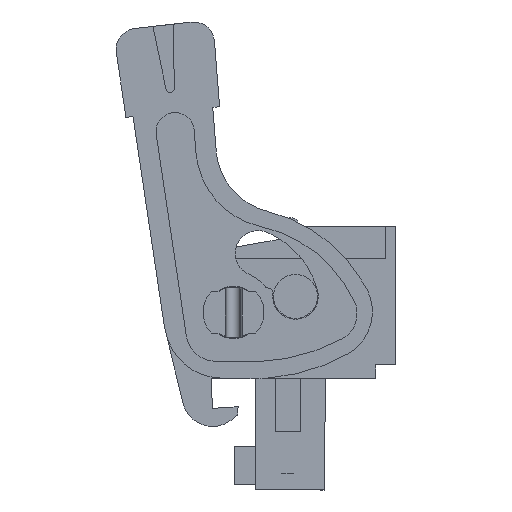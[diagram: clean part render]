
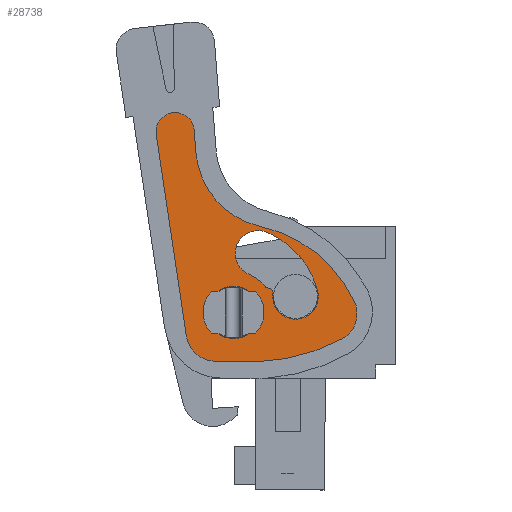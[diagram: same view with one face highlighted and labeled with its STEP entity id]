
A CAD part, left-side view. The second image highlights one B-rep face of the part: STEP entity #28738.
In plain terms, the highlighted planar face has unit normal (-1, 0, 0).
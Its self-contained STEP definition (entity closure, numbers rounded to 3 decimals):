
#28441=AXIS2_PLACEMENT_3D('Plane Axis2P3D',#28438,#28439,#28440) ;
#28570=AXIS2_PLACEMENT_3D('Circle Axis2P3D',#28568,#28569,$) ;
#28594=AXIS2_PLACEMENT_3D('Circle Axis2P3D',#28592,#28593,$) ;
#28620=AXIS2_PLACEMENT_3D('Circle Axis2P3D',#28618,#28619,$) ;
#28627=AXIS2_PLACEMENT_3D('Circle Axis2P3D',#28625,#28626,$) ;
#28634=AXIS2_PLACEMENT_3D('Circle Axis2P3D',#28632,#28633,$) ;
#28641=AXIS2_PLACEMENT_3D('Circle Axis2P3D',#28639,#28640,$) ;
#28664=AXIS2_PLACEMENT_3D('Circle Axis2P3D',#28662,#28663,$) ;
#28673=AXIS2_PLACEMENT_3D('Circle Axis2P3D',#28671,#28672,$) ;
#28680=AXIS2_PLACEMENT_3D('Circle Axis2P3D',#28678,#28679,$) ;
#28687=AXIS2_PLACEMENT_3D('Circle Axis2P3D',#28685,#28686,$) ;
#28694=AXIS2_PLACEMENT_3D('Circle Axis2P3D',#28692,#28693,$) ;
#28701=AXIS2_PLACEMENT_3D('Circle Axis2P3D',#28699,#28700,$) ;
#28708=AXIS2_PLACEMENT_3D('Circle Axis2P3D',#28706,#28707,$) ;
#28722=AXIS2_PLACEMENT_3D('Circle Axis2P3D',#28720,#28721,$) ;
#28731=AXIS2_PLACEMENT_3D('Circle Axis2P3D',#28729,#28730,$) ;
#28438=CARTESIAN_POINT('Axis2P3D Location',(1.1,1.4,0.)) ;
#28537=CARTESIAN_POINT('Line Origine',(1.1,13.287,15.072)) ;
#28541=CARTESIAN_POINT('Vertex',(1.1,12.398,9.121)) ;
#28543=CARTESIAN_POINT('Vertex',(1.1,14.176,21.023)) ;
#28568=CARTESIAN_POINT('Axis2P3D Location',(1.1,10.645,9.383)) ;
#28572=CARTESIAN_POINT('Vertex',(1.1,10.665,7.61)) ;
#28592=CARTESIAN_POINT('Axis2P3D Location',(1.1,13.058,21.19)) ;
#28596=CARTESIAN_POINT('Vertex',(1.1,11.931,21.279)) ;
#28611=CARTESIAN_POINT('Line Origine',(1.1,9.423,7.596)) ;
#28615=CARTESIAN_POINT('Vertex',(1.1,8.181,7.582)) ;
#28618=CARTESIAN_POINT('Axis2P3D Location',(1.1,8.615,19.073)) ;
#28622=CARTESIAN_POINT('Vertex',(1.1,3.202,8.927)) ;
#28625=CARTESIAN_POINT('Axis2P3D Location',(1.1,4.004,10.431)) ;
#28629=CARTESIAN_POINT('Vertex',(1.1,2.462,11.157)) ;
#28632=CARTESIAN_POINT('Axis2P3D Location',(1.1,9.73,7.737)) ;
#28636=CARTESIAN_POINT('Vertex',(1.1,8.015,15.585)) ;
#28639=CARTESIAN_POINT('Axis2P3D Location',(1.1,6.976,20.339)) ;
#28643=CARTESIAN_POINT('Vertex',(1.1,11.827,19.957)) ;
#28646=CARTESIAN_POINT('Line Origine',(1.1,11.879,20.618)) ;
#28662=CARTESIAN_POINT('Axis2P3D Location',(1.1,7.517,12.189)) ;
#28666=CARTESIAN_POINT('Vertex',(1.1,7.517,11.939)) ;
#28668=CARTESIAN_POINT('Vertex',(1.1,7.711,12.031)) ;
#28671=CARTESIAN_POINT('Axis2P3D Location',(1.1,9.6,10.5)) ;
#28675=CARTESIAN_POINT('Vertex',(1.1,8.672,12.747)) ;
#28678=CARTESIAN_POINT('Axis2P3D Location',(1.1,8.156,13.995)) ;
#28682=CARTESIAN_POINT('Vertex',(1.1,7.641,15.242)) ;
#28685=CARTESIAN_POINT('Axis2P3D Location',(1.1,9.6,10.5)) ;
#28689=CARTESIAN_POINT('Vertex',(1.1,4.633,11.789)) ;
#28692=CARTESIAN_POINT('Axis2P3D Location',(1.1,5.94,11.45)) ;
#28696=CARTESIAN_POINT('Vertex',(1.1,7.286,11.555)) ;
#28699=CARTESIAN_POINT('Axis2P3D Location',(1.1,6.887,11.524)) ;
#28703=CARTESIAN_POINT('Vertex',(1.1,7.274,11.625)) ;
#28706=CARTESIAN_POINT('Axis2P3D Location',(1.1,7.516,11.689)) ;
#28720=CARTESIAN_POINT('Axis2P3D Location',(1.1,9.6,10.5)) ;
#28724=CARTESIAN_POINT('Vertex',(1.1,9.6,8.95)) ;
#28726=CARTESIAN_POINT('Vertex',(1.1,9.6,12.05)) ;
#28729=CARTESIAN_POINT('Axis2P3D Location',(1.1,9.6,10.5)) ;
#28439=DIRECTION('Axis2P3D Direction',(1.,0.,0.)) ;
#28440=DIRECTION('Axis2P3D XDirection',(0.,1.,0.)) ;
#28538=DIRECTION('Vector Direction',(0.,0.148,0.989)) ;
#28569=DIRECTION('Axis2P3D Direction',(1.,0.,0.)) ;
#28593=DIRECTION('Axis2P3D Direction',(1.,0.,0.)) ;
#28612=DIRECTION('Vector Direction',(0.,1.,0.011)) ;
#28619=DIRECTION('Axis2P3D Direction',(1.,0.,0.)) ;
#28626=DIRECTION('Axis2P3D Direction',(1.,0.,0.)) ;
#28633=DIRECTION('Axis2P3D Direction',(1.,0.,0.)) ;
#28640=DIRECTION('Axis2P3D Direction',(1.,0.,0.)) ;
#28647=DIRECTION('Vector Direction',(0.,-0.078,-0.997)) ;
#28663=DIRECTION('Axis2P3D Direction',(1.,0.,0.)) ;
#28672=DIRECTION('Axis2P3D Direction',(1.,0.,0.)) ;
#28679=DIRECTION('Axis2P3D Direction',(1.,0.,0.)) ;
#28686=DIRECTION('Axis2P3D Direction',(1.,0.,0.)) ;
#28693=DIRECTION('Axis2P3D Direction',(1.,0.,0.)) ;
#28700=DIRECTION('Axis2P3D Direction',(1.,0.,0.)) ;
#28707=DIRECTION('Axis2P3D Direction',(1.,0.,0.)) ;
#28721=DIRECTION('Axis2P3D Direction',(1.,0.,0.)) ;
#28730=DIRECTION('Axis2P3D Direction',(1.,0.,0.)) ;
#28539=VECTOR('Line Direction',#28538,1.) ;
#28613=VECTOR('Line Direction',#28612,1.) ;
#28648=VECTOR('Line Direction',#28647,1.) ;
#28652=ORIENTED_EDGE('',*,*,#28574,.F.) ;
#28653=ORIENTED_EDGE('',*,*,#28617,.F.) ;
#28654=ORIENTED_EDGE('',*,*,#28624,.F.) ;
#28655=ORIENTED_EDGE('',*,*,#28631,.F.) ;
#28656=ORIENTED_EDGE('',*,*,#28638,.F.) ;
#28657=ORIENTED_EDGE('',*,*,#28645,.F.) ;
#28658=ORIENTED_EDGE('',*,*,#28650,.F.) ;
#28659=ORIENTED_EDGE('',*,*,#28598,.F.) ;
#28660=ORIENTED_EDGE('',*,*,#28545,.F.) ;
#28712=ORIENTED_EDGE('',*,*,#28670,.T.) ;
#28713=ORIENTED_EDGE('',*,*,#28677,.F.) ;
#28714=ORIENTED_EDGE('',*,*,#28684,.T.) ;
#28715=ORIENTED_EDGE('',*,*,#28691,.T.) ;
#28716=ORIENTED_EDGE('',*,*,#28698,.T.) ;
#28717=ORIENTED_EDGE('',*,*,#28705,.T.) ;
#28718=ORIENTED_EDGE('',*,*,#28710,.F.) ;
#28735=ORIENTED_EDGE('',*,*,#28728,.T.) ;
#28736=ORIENTED_EDGE('',*,*,#28733,.T.) ;
#28719=FACE_BOUND('',#28711,.T.) ;
#28737=FACE_BOUND('',#28734,.T.) ;
#28738=ADVANCED_FACE('lock',(#28661,#28719,#28737),#28442,.F.) ;
#28571=CIRCLE('generated circle',#28570,1.773) ;
#28595=CIRCLE('generated circle',#28594,1.131) ;
#28621=CIRCLE('generated circle',#28620,11.5) ;
#28628=CIRCLE('generated circle',#28627,1.705) ;
#28635=CIRCLE('generated circle',#28634,8.033) ;
#28642=CIRCLE('generated circle',#28641,4.866) ;
#28665=CIRCLE('generated circle',#28664,0.25) ;
#28674=CIRCLE('generated circle',#28673,2.431) ;
#28681=CIRCLE('generated circle',#28680,1.35) ;
#28688=CIRCLE('generated circle',#28687,5.131) ;
#28695=CIRCLE('generated circle',#28694,1.35) ;
#28702=CIRCLE('generated circle',#28701,0.4) ;
#28709=CIRCLE('generated circle',#28708,0.25) ;
#28723=CIRCLE('generated circle',#28722,1.55) ;
#28732=CIRCLE('generated circle',#28731,1.55) ;
#28545=EDGE_CURVE('',#28542,#28544,#28540,.T.) ;
#28574=EDGE_CURVE('',#28573,#28542,#28571,.T.) ;
#28598=EDGE_CURVE('',#28544,#28597,#28595,.T.) ;
#28617=EDGE_CURVE('',#28616,#28573,#28614,.T.) ;
#28624=EDGE_CURVE('',#28623,#28616,#28621,.T.) ;
#28631=EDGE_CURVE('',#28630,#28623,#28628,.T.) ;
#28638=EDGE_CURVE('',#28637,#28630,#28635,.T.) ;
#28645=EDGE_CURVE('',#28644,#28637,#28642,.F.) ;
#28650=EDGE_CURVE('',#28597,#28644,#28649,.T.) ;
#28670=EDGE_CURVE('',#28667,#28669,#28665,.T.) ;
#28677=EDGE_CURVE('',#28676,#28669,#28674,.T.) ;
#28684=EDGE_CURVE('',#28676,#28683,#28681,.T.) ;
#28691=EDGE_CURVE('',#28683,#28690,#28688,.T.) ;
#28698=EDGE_CURVE('',#28690,#28697,#28695,.T.) ;
#28705=EDGE_CURVE('',#28697,#28704,#28702,.T.) ;
#28710=EDGE_CURVE('',#28667,#28704,#28709,.T.) ;
#28728=EDGE_CURVE('',#28725,#28727,#28723,.T.) ;
#28733=EDGE_CURVE('',#28727,#28725,#28732,.T.) ;
#28651=EDGE_LOOP('',(#28652,#28653,#28654,#28655,#28656,#28657,#28658,#28659,#28660)) ;
#28711=EDGE_LOOP('',(#28712,#28713,#28714,#28715,#28716,#28717,#28718)) ;
#28734=EDGE_LOOP('',(#28735,#28736)) ;
#28661=FACE_OUTER_BOUND('',#28651,.T.) ;
#28540=LINE('Line',#28537,#28539) ;
#28614=LINE('Line',#28611,#28613) ;
#28649=LINE('Line',#28646,#28648) ;
#28442=PLANE('',#28441) ;
#28542=VERTEX_POINT('',#28541) ;
#28544=VERTEX_POINT('',#28543) ;
#28573=VERTEX_POINT('',#28572) ;
#28597=VERTEX_POINT('',#28596) ;
#28616=VERTEX_POINT('',#28615) ;
#28623=VERTEX_POINT('',#28622) ;
#28630=VERTEX_POINT('',#28629) ;
#28637=VERTEX_POINT('',#28636) ;
#28644=VERTEX_POINT('',#28643) ;
#28667=VERTEX_POINT('',#28666) ;
#28669=VERTEX_POINT('',#28668) ;
#28676=VERTEX_POINT('',#28675) ;
#28683=VERTEX_POINT('',#28682) ;
#28690=VERTEX_POINT('',#28689) ;
#28697=VERTEX_POINT('',#28696) ;
#28704=VERTEX_POINT('',#28703) ;
#28725=VERTEX_POINT('',#28724) ;
#28727=VERTEX_POINT('',#28726) ;
